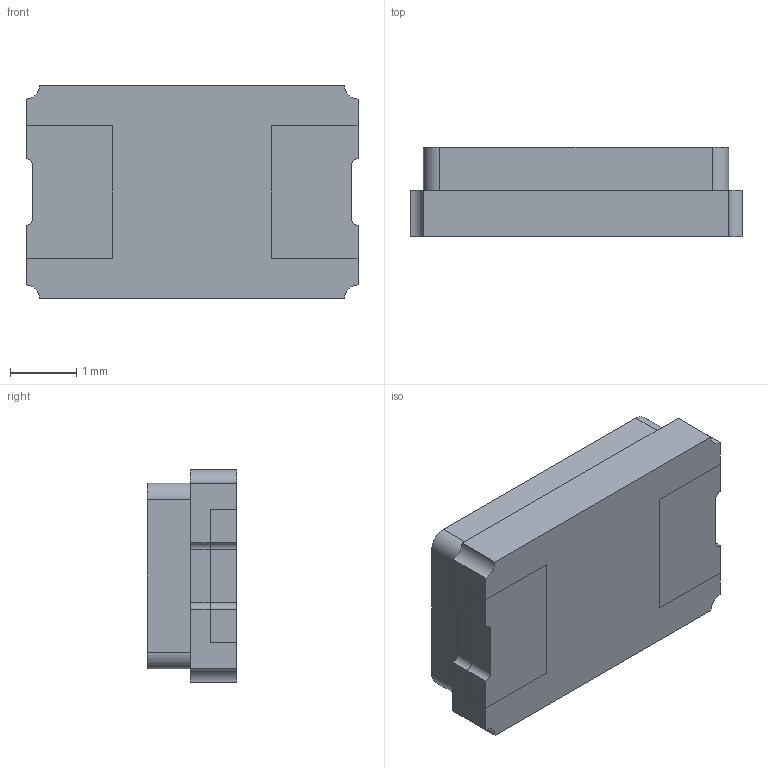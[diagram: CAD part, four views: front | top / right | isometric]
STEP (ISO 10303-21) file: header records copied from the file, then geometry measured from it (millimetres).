
FILE_DESCRIPTION (( 'STEP AP214' ), '1' );
FILE_NAME ('AA-8.192MAGE-T.STEP', '2025-10-18T07:46:33', ( '' ), ( '' ), 'SwSTEP 2.0', 'SolidWorks 2021', '' );
FILE_SCHEMA (( 'AUTOMOTIVE_DESIGN' ));
Length unit declared in the file: millimetre
Products named in the file (1): AA-8.192MAGE-T
Bounding box: 5 x 1.35 x 3.2 mm (x, y, z)
Volume: 19.3 mm3; surface area: 69.5 mm2
Topology: 3 solids, 3 shells, 55 faces, 144 edges, 96 vertices
Faces by surface type: plane 39, cylinder 16
Entity records: 1742 total; most frequent: CARTESIAN_POINT 296, DIRECTION 288, ORIENTED_EDGE 288, EDGE_CURVE 144, LINE 112, VECTOR 112, VERTEX_POINT 96, AXIS2_PLACEMENT_3D 88
